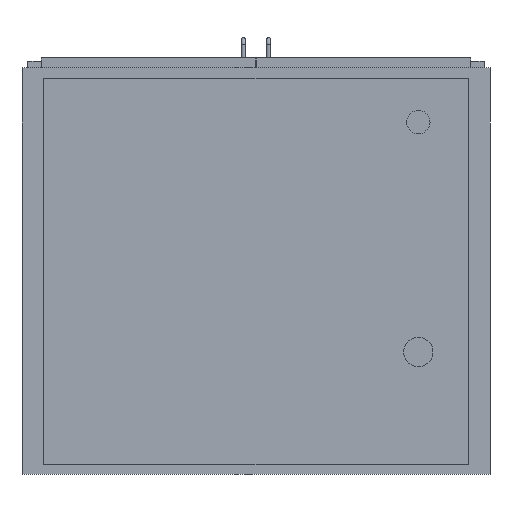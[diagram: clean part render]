
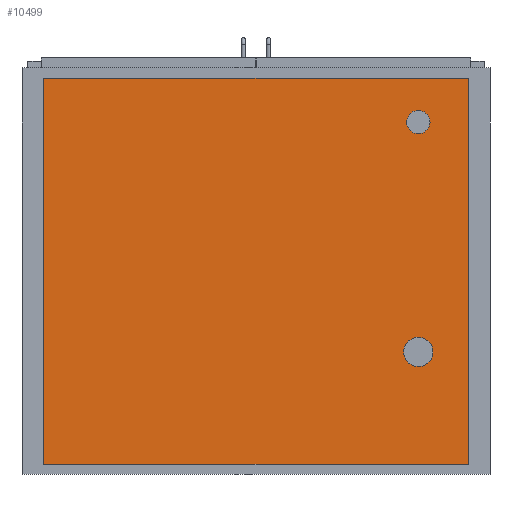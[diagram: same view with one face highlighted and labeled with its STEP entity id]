
A CAD part, front view. The second image highlights one B-rep face of the part: STEP entity #10499.
In plain terms, the highlighted planar face has unit normal (0, -1, 0).
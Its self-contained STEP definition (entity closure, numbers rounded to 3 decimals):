
#96=FACE_BOUND('',#1089,.T.);
#97=FACE_BOUND('',#1090,.T.);
#116=CIRCLE('',#11202,20.);
#118=CIRCLE('',#11206,25.);
#445=FACE_OUTER_BOUND('',#1088,.T.);
#1088=EDGE_LOOP('',(#7051,#7052,#7053,#7054));
#1089=EDGE_LOOP('',(#7055));
#1090=EDGE_LOOP('',(#7056));
#1780=LINE('',#15101,#3120);
#1782=LINE('',#15105,#3122);
#1784=LINE('',#15109,#3124);
#1786=LINE('',#15112,#3126);
#3120=VECTOR('',#12130,10.);
#3122=VECTOR('',#12134,10.);
#3124=VECTOR('',#12138,10.);
#3126=VECTOR('',#12142,10.);
#4418=VERTEX_POINT('',#15027);
#4420=VERTEX_POINT('',#15034);
#4441=VERTEX_POINT('',#15098);
#4442=VERTEX_POINT('',#15100);
#4443=VERTEX_POINT('',#15104);
#4444=VERTEX_POINT('',#15108);
#5431=EDGE_CURVE('',#4418,#4418,#116,.T.);
#5434=EDGE_CURVE('',#4420,#4420,#118,.T.);
#5464=EDGE_CURVE('',#4442,#4441,#1780,.T.);
#5466=EDGE_CURVE('',#4443,#4442,#1782,.T.);
#5468=EDGE_CURVE('',#4444,#4443,#1784,.T.);
#5470=EDGE_CURVE('',#4441,#4444,#1786,.T.);
#7051=ORIENTED_EDGE('',*,*,#5470,.T.);
#7052=ORIENTED_EDGE('',*,*,#5468,.T.);
#7053=ORIENTED_EDGE('',*,*,#5466,.T.);
#7054=ORIENTED_EDGE('',*,*,#5464,.T.);
#7055=ORIENTED_EDGE('',*,*,#5431,.T.);
#7056=ORIENTED_EDGE('',*,*,#5434,.T.);
#9948=PLANE('',#11223);
#10499=ADVANCED_FACE('',(#445,#96,#97),#9948,.T.);
#11202=AXIS2_PLACEMENT_3D('',#15029,#12064,#12065);
#11206=AXIS2_PLACEMENT_3D('',#15036,#12073,#12074);
#11223=AXIS2_PLACEMENT_3D('',#15113,#12143,#12144);
#12064=DIRECTION('center_axis',(0.,1.,0.));
#12065=DIRECTION('ref_axis',(1.,0.,0.));
#12073=DIRECTION('center_axis',(0.,1.,0.));
#12074=DIRECTION('ref_axis',(1.,0.,0.));
#12130=DIRECTION('',(0.,0.,1.));
#12134=DIRECTION('',(1.,0.,0.));
#12138=DIRECTION('',(0.,0.,-1.));
#12142=DIRECTION('',(-1.,0.,0.));
#12143=DIRECTION('center_axis',(0.,-1.,0.));
#12144=DIRECTION('ref_axis',(0.,0.,-1.));
#15027=CARTESIAN_POINT('',(257.5,-370.,255.));
#15029=CARTESIAN_POINT('Origin',(277.5,-370.,255.));
#15034=CARTESIAN_POINT('',(252.5,-370.,-138.));
#15036=CARTESIAN_POINT('Origin',(277.5,-370.,-138.));
#15098=CARTESIAN_POINT('',(362.5,-370.,330.));
#15100=CARTESIAN_POINT('',(362.5,-370.,-330.));
#15101=CARTESIAN_POINT('',(362.5,-370.,330.));
#15104=CARTESIAN_POINT('',(-362.5,-370.,-330.));
#15105=CARTESIAN_POINT('',(362.5,-370.,-330.));
#15108=CARTESIAN_POINT('',(-362.5,-370.,330.));
#15109=CARTESIAN_POINT('',(-362.5,-370.,-330.));
#15112=CARTESIAN_POINT('',(-362.5,-370.,330.));
#15113=CARTESIAN_POINT('Origin',(0.,-370.,0.));
